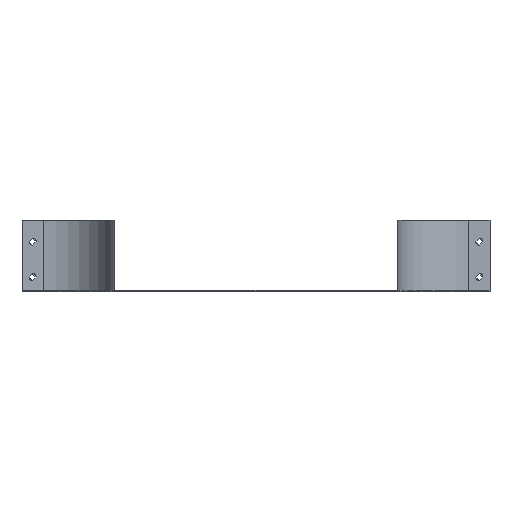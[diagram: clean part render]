
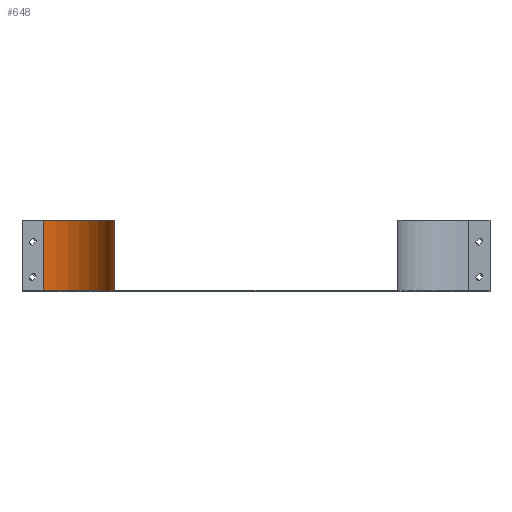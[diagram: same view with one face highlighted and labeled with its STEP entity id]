
A CAD part, top view. The second image highlights one B-rep face of the part: STEP entity #648.
In plain terms, the highlighted cylindrical face has radius 100 mm (diameter 200 mm), a partial arc.
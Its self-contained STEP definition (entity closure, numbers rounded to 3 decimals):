
#16 = ORIENTED_EDGE ( 'NONE', *, *, #2195, .F. ) ;
#17 = ORIENTED_EDGE ( 'NONE', *, *, #2216, .F. ) ;
#18 = ORIENTED_EDGE ( 'NONE', *, *, #2217, .F. ) ;
#19 = ORIENTED_EDGE ( 'NONE', *, *, #2218, .T. ) ;
#285 = EDGE_LOOP ( 'NONE', ( #16, #17, #18, #19 ) ) ;
#560 = FACE_OUTER_BOUND ( 'NONE', #285, .T. ) ;
#565 = CYLINDRICAL_SURFACE ( 'NONE', #2406, 100. ) ;
#648 = ADVANCED_FACE ( 'NONE', ( #560 ), #565, .F. ) ;
#704 = CIRCLE ( 'NONE', #1047, 100. ) ;
#728 = CIRCLE ( 'NONE', #1053, 100. ) ;
#729 = LINE ( 'NONE', #2876, #733 ) ;
#733 = VECTOR ( 'NONE', #2888, 1000. ) ;
#734 = LINE ( 'NONE', #2884, #735 ) ;
#735 = VECTOR ( 'NONE', #2880, 1000. ) ;
#1047 = AXIS2_PLACEMENT_3D ( 'NONE', #1737, #1738, #1739 ) ;
#1053 = AXIS2_PLACEMENT_3D ( 'NONE', #2890, #2891, #2892 ) ;
#1322 = CARTESIAN_POINT ( 'NONE',  ( -300., 0., -130. ) ) ;
#1325 = CARTESIAN_POINT ( 'NONE',  ( -300., 100., -130. ) ) ;
#1333 = CARTESIAN_POINT ( 'NONE',  ( -200., 100., -30. ) ) ;
#1367 = CARTESIAN_POINT ( 'NONE',  ( -200., 0., -30. ) ) ;
#1737 = CARTESIAN_POINT ( 'NONE',  ( -300., 0., -30. ) ) ;
#1738 = DIRECTION ( 'NONE',  ( 0., 1., 0. ) ) ;
#1739 = DIRECTION ( 'NONE',  ( 0., 0., 1. ) ) ;
#1963 = VERTEX_POINT ( 'NONE', #1322 ) ;
#1966 = VERTEX_POINT ( 'NONE', #1325 ) ;
#1974 = VERTEX_POINT ( 'NONE', #1333 ) ;
#2008 = VERTEX_POINT ( 'NONE', #1367 ) ;
#2195 = EDGE_CURVE ( 'NONE', #2008, #1963, #704, .T. ) ;
#2216 = EDGE_CURVE ( 'NONE', #1974, #2008, #729, .T. ) ;
#2217 = EDGE_CURVE ( 'NONE', #1966, #1974, #728, .T. ) ;
#2218 = EDGE_CURVE ( 'NONE', #1966, #1963, #734, .T. ) ;
#2406 = AXIS2_PLACEMENT_3D ( 'NONE', #2661, #2660, #2658 ) ;
#2658 = DIRECTION ( 'NONE',  ( 0., 0., -1. ) ) ;
#2660 = DIRECTION ( 'NONE',  ( 0., -1., 0. ) ) ;
#2661 = CARTESIAN_POINT ( 'NONE',  ( -300., 0.8, -30. ) ) ;
#2876 = CARTESIAN_POINT ( 'NONE',  ( -200., 0.8, -30. ) ) ;
#2880 = DIRECTION ( 'NONE',  ( 0., -1., 0. ) ) ;
#2884 = CARTESIAN_POINT ( 'NONE',  ( -300., 0.8, -130. ) ) ;
#2888 = DIRECTION ( 'NONE',  ( 0., -1., 0. ) ) ;
#2890 = CARTESIAN_POINT ( 'NONE',  ( -300., 100., -30. ) ) ;
#2891 = DIRECTION ( 'NONE',  ( 0., -1., 0. ) ) ;
#2892 = DIRECTION ( 'NONE',  ( -1., 0., 0. ) ) ;
